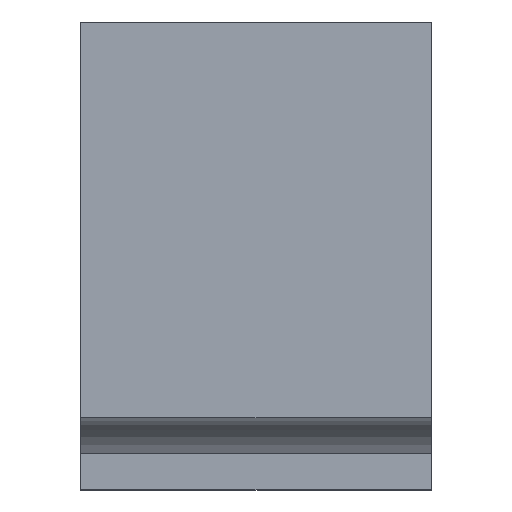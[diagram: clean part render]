
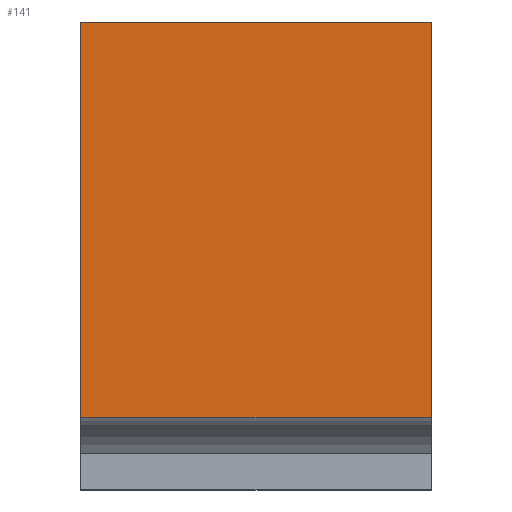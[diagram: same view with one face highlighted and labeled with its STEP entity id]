
A CAD part, top view. The second image highlights one B-rep face of the part: STEP entity #141.
In plain terms, the highlighted planar face has unit normal (0, 0, 1).
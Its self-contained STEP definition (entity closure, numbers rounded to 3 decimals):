
#16=PLANE('',#165);
#24=FACE_OUTER_BOUND('',#32,.T.);
#32=EDGE_LOOP('',(#110,#111,#112,#113));
#40=LINE('',#213,#56);
#45=LINE('',#227,#61);
#46=LINE('',#229,#62);
#47=LINE('',#230,#63);
#56=VECTOR('',#175,10.);
#61=VECTOR('',#188,10.);
#62=VECTOR('',#189,10.);
#63=VECTOR('',#190,10.);
#72=VERTEX_POINT('',#211);
#73=VERTEX_POINT('',#212);
#78=VERTEX_POINT('',#226);
#79=VERTEX_POINT('',#228);
#84=EDGE_CURVE('',#72,#73,#40,.T.);
#91=EDGE_CURVE('',#73,#78,#45,.T.);
#92=EDGE_CURVE('',#78,#79,#46,.T.);
#93=EDGE_CURVE('',#79,#72,#47,.T.);
#110=ORIENTED_EDGE('',*,*,#84,.T.);
#111=ORIENTED_EDGE('',*,*,#91,.T.);
#112=ORIENTED_EDGE('',*,*,#92,.T.);
#113=ORIENTED_EDGE('',*,*,#93,.T.);
#141=ADVANCED_FACE('',(#24),#16,.T.);
#165=AXIS2_PLACEMENT_3D('',#225,#186,#187);
#175=DIRECTION('',(1.,0.,0.));
#186=DIRECTION('center_axis',(0.,0.,1.));
#187=DIRECTION('ref_axis',(0.,-1.,0.));
#188=DIRECTION('',(0.,1.,0.));
#189=DIRECTION('',(-1.,0.,0.));
#190=DIRECTION('',(0.,-1.,0.));
#211=CARTESIAN_POINT('',(-62.334,-69.099,22.001));
#212=CARTESIAN_POINT('',(87.666,-69.099,22.001));
#213=CARTESIAN_POINT('',(87.666,-69.099,22.001));
#225=CARTESIAN_POINT('Origin',(12.666,0.,22.001));
#226=CARTESIAN_POINT('',(87.666,100.,22.001));
#227=CARTESIAN_POINT('',(87.666,-100.,22.001));
#228=CARTESIAN_POINT('',(-62.334,100.,22.001));
#229=CARTESIAN_POINT('',(87.666,100.,22.001));
#230=CARTESIAN_POINT('',(-62.334,100.,22.001));
